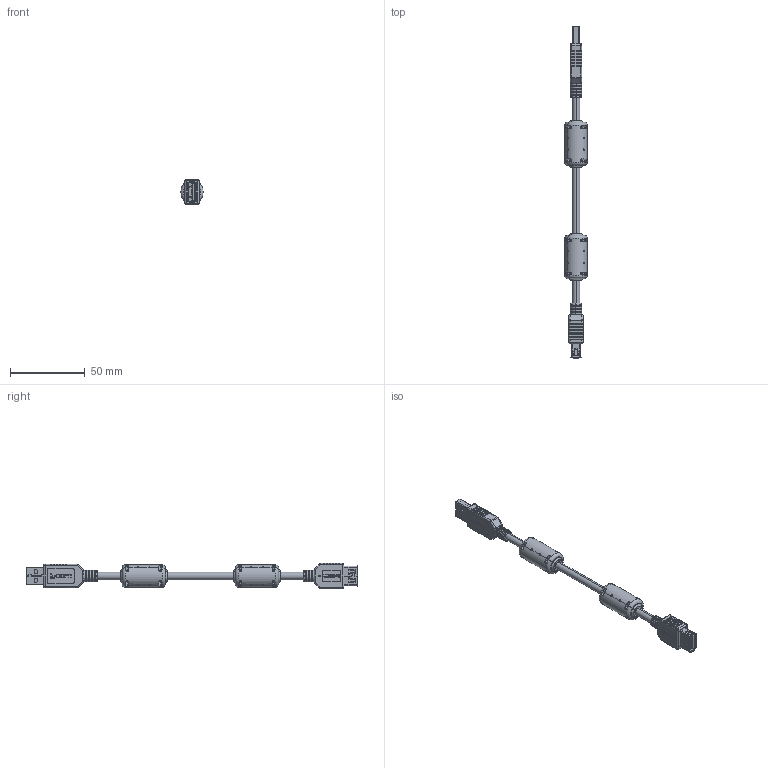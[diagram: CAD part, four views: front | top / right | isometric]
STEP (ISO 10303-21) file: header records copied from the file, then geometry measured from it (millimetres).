
FILE_DESCRIPTION (( 'STEP AP214' ), '1' );
FILE_NAME ('U2A00017.STEP', '2018-08-01T13:54:49', ( '' ), ( '' ), 'SwSTEP 2.0', 'SolidWorks 2017', '' );
FILE_SCHEMA (( 'AUTOMOTIVE_DESIGN' ));
Length unit declared in the file: inch
Products named in the file (15): 1AA05-008___; 3AB06-027_New L-com GC logo; MTN-184; U2A00017; MTN-241; MTN-158_New L-com Logo; 1AA05-003-MA5; 1AA05-003-MA1; 1AA05-003-MA4; 3AB06-025_NO CABLE; 1AA05-003_CRIMPED; 1AA05-003-MA3; MTN-151_NO CABLE; 1AA05-003-MA2_CRIMPED; U2A00017-MA1
Assembly tree (18 placements, depth 4):
  U2A00017
    U2A00017-MA1
    3AB06-025_NO CABLE
      1AA05-003_CRIMPED
        1AA05-003-MA1
        1AA05-003-MA2_CRIMPED
        1AA05-003-MA3
        1AA05-003-MA4  x4
        1AA05-003-MA5
      MTN-151_NO CABLE
    3AB06-027_New L-com GC logo
      MTN-184
      1AA05-008___
      MTN-158_New L-com Logo
    MTN-241  x2
Bounding box: 15.18 x 222.6 x 17 mm (x, y, z)
Volume: 18483.8 mm3; surface area: 17587.2 mm2
Topology: 20 solids, 20 shells, 1704 faces, 4560 edges, 2886 vertices
Faces by surface type: plane 1022, cylinder 502, sphere 74, bspline 64, torus 40, cone 2
Entity records: 49533 total; most frequent: CARTESIAN_POINT 10742, ORIENTED_EDGE 8132, DIRECTION 7678, EDGE_CURVE 4066, VECTOR 2810, LINE 2810, VERTEX_POINT 2630, AXIS2_PLACEMENT_3D 2434
